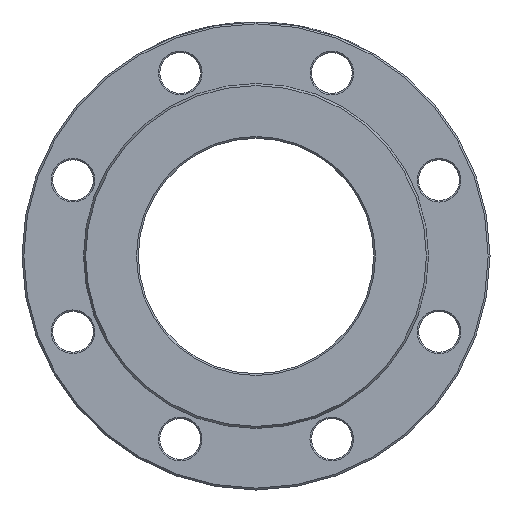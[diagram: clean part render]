
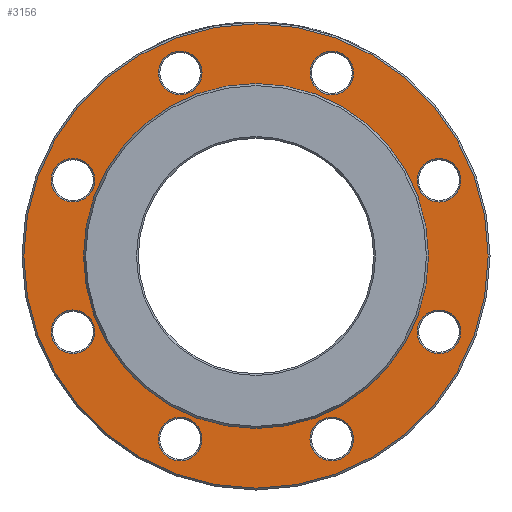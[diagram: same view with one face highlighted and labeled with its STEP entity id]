
A CAD part, left-side view. The second image highlights one B-rep face of the part: STEP entity #3156.
In plain terms, the highlighted planar face has unit normal (-1, 0, 0).
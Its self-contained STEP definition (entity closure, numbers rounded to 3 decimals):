
#43 = EDGE_LOOP ( 'NONE', ( #3245 ) ) ;
#74 = ORIENTED_EDGE ( 'NONE', *, *, #3767, .T. ) ;
#99 = CIRCLE ( 'NONE', #1688, 11.9 ) ;
#197 = EDGE_LOOP ( 'NONE', ( #1183 ) ) ;
#217 = CIRCLE ( 'NONE', #6445, 11.9 ) ;
#323 = VERTEX_POINT ( 'NONE', #4122 ) ;
#395 = CARTESIAN_POINT ( 'NONE',  ( 2., -53.211, -99.733 ) ) ;
#423 = EDGE_LOOP ( 'NONE', ( #4963 ) ) ;
#488 = EDGE_CURVE ( 'NONE', #6178, #6178, #4171, .T. ) ;
#771 = ORIENTED_EDGE ( 'NONE', *, *, #488, .T. ) ;
#984 = FACE_BOUND ( 'NONE', #6084, .T. ) ;
#1014 = ORIENTED_EDGE ( 'NONE', *, *, #2309, .T. ) ;
#1050 = DIRECTION ( 'NONE',  ( 0., 0.707, 0.707 ) ) ;
#1183 = ORIENTED_EDGE ( 'NONE', *, *, #4212, .T. ) ;
#1210 = DIRECTION ( 'NONE',  ( 1., 0., 0. ) ) ;
#1289 = DIRECTION ( 'NONE',  ( 0., 0., -1. ) ) ;
#1421 = DIRECTION ( 'NONE',  ( 1., 0., 0. ) ) ;
#1427 = VERTEX_POINT ( 'NONE', #6828 ) ;
#1499 = VERTEX_POINT ( 'NONE', #6363 ) ;
#1551 = EDGE_LOOP ( 'NONE', ( #5601 ) ) ;
#1575 = CIRCLE ( 'NONE', #6912, 126.5 ) ;
#1586 = EDGE_LOOP ( 'NONE', ( #74 ) ) ;
#1688 = AXIS2_PLACEMENT_3D ( 'NONE', #5334, #4257, #6427 ) ;
#1729 = ORIENTED_EDGE ( 'NONE', *, *, #3998, .T. ) ;
#1874 = EDGE_LOOP ( 'NONE', ( #771 ) ) ;
#1895 = CARTESIAN_POINT ( 'NONE',  ( 2., 0., 0. ) ) ;
#1918 = FACE_BOUND ( 'NONE', #43, .T. ) ;
#1960 = CARTESIAN_POINT ( 'NONE',  ( 2., 99.733, -41.311 ) ) ;
#2051 = DIRECTION ( 'NONE',  ( 0., -0.707, 0.707 ) ) ;
#2063 = CARTESIAN_POINT ( 'NONE',  ( 2., 53.211, 99.733 ) ) ;
#2161 = CIRCLE ( 'NONE', #4659, 11.9 ) ;
#2309 = EDGE_CURVE ( 'NONE', #3975, #3975, #217, .T. ) ;
#2366 = EDGE_LOOP ( 'NONE', ( #5151 ) ) ;
#2410 = DIRECTION ( 'NONE',  ( 0., 0.707, -0.707 ) ) ;
#2520 = DIRECTION ( 'NONE',  ( 0., 0., -1. ) ) ;
#2559 = VERTEX_POINT ( 'NONE', #2063 ) ;
#2585 = FACE_BOUND ( 'NONE', #1874, .T. ) ;
#2592 = VERTEX_POINT ( 'NONE', #3146 ) ;
#2616 = DIRECTION ( 'NONE',  ( 1., 0., 0. ) ) ;
#2632 = CARTESIAN_POINT ( 'NONE',  ( 2., 0., 0. ) ) ;
#2740 = DIRECTION ( 'NONE',  ( 0., 1., 0. ) ) ;
#3017 = VERTEX_POINT ( 'NONE', #395 ) ;
#3146 = CARTESIAN_POINT ( 'NONE',  ( 2., -108.147, -32.896 ) ) ;
#3156 = ADVANCED_FACE ( 'NONE', ( #4148, #5183, #2585, #4687, #1918, #984, #5254, #6853, #6887, #4117 ), #6281, .F. ) ;
#3245 = ORIENTED_EDGE ( 'NONE', *, *, #6651, .T. ) ;
#3256 = DIRECTION ( 'NONE',  ( -1., 0., 0. ) ) ;
#3368 = CARTESIAN_POINT ( 'NONE',  ( 2., 99.733, -53.211 ) ) ;
#3463 = DIRECTION ( 'NONE',  ( 1., 0., 0. ) ) ;
#3547 = VERTEX_POINT ( 'NONE', #5751 ) ;
#3767 = EDGE_CURVE ( 'NONE', #2559, #2559, #3849, .T. ) ;
#3833 = AXIS2_PLACEMENT_3D ( 'NONE', #4272, #5625, #5063 ) ;
#3848 = AXIS2_PLACEMENT_3D ( 'NONE', #5416, #2616, #2051 ) ;
#3849 = CIRCLE ( 'NONE', #6908, 11.9 ) ;
#3902 = DIRECTION ( 'NONE',  ( 1., 0., 0. ) ) ;
#3919 = EDGE_LOOP ( 'NONE', ( #1014 ) ) ;
#3966 = CIRCLE ( 'NONE', #4425, 11.9 ) ;
#3975 = VERTEX_POINT ( 'NONE', #3368 ) ;
#3998 = EDGE_CURVE ( 'NONE', #3547, #3547, #3966, .T. ) ;
#4054 = DIRECTION ( 'NONE',  ( 0., 0., 1. ) ) ;
#4117 = FACE_BOUND ( 'NONE', #423, .T. ) ;
#4122 = CARTESIAN_POINT ( 'NONE',  ( 2., 32.896, -108.147 ) ) ;
#4148 = FACE_BOUND ( 'NONE', #4462, .T. ) ;
#4171 = CIRCLE ( 'NONE', #5976, 11.9 ) ;
#4212 = EDGE_CURVE ( 'NONE', #323, #323, #6243, .T. ) ;
#4257 = DIRECTION ( 'NONE',  ( 1., 0., 0. ) ) ;
#4272 = CARTESIAN_POINT ( 'NONE',  ( 2., 41.311, -99.733 ) ) ;
#4364 = CARTESIAN_POINT ( 'NONE',  ( 2., 41.311, 99.733 ) ) ;
#4425 = AXIS2_PLACEMENT_3D ( 'NONE', #5668, #3463, #2410 ) ;
#4462 = EDGE_LOOP ( 'NONE', ( #1729 ) ) ;
#4628 = DIRECTION ( 'NONE',  ( -1., 0., 0. ) ) ;
#4659 = AXIS2_PLACEMENT_3D ( 'NONE', #5011, #3902, #6612 ) ;
#4687 = FACE_BOUND ( 'NONE', #1551, .T. ) ;
#4754 = CARTESIAN_POINT ( 'NONE',  ( 2., 94.005, 0. ) ) ;
#4760 = VERTEX_POINT ( 'NONE', #5190 ) ;
#4787 = ORIENTED_EDGE ( 'NONE', *, *, #5345, .T. ) ;
#4963 = ORIENTED_EDGE ( 'NONE', *, *, #5215, .F. ) ;
#5011 = CARTESIAN_POINT ( 'NONE',  ( 2., -99.733, 41.311 ) ) ;
#5063 = DIRECTION ( 'NONE',  ( 0., -0.707, -0.707 ) ) ;
#5151 = ORIENTED_EDGE ( 'NONE', *, *, #5310, .T. ) ;
#5183 = FACE_BOUND ( 'NONE', #1586, .T. ) ;
#5190 = CARTESIAN_POINT ( 'NONE',  ( 2., 0., 94.005 ) ) ;
#5215 = EDGE_CURVE ( 'NONE', #4760, #4760, #6564, .T. ) ;
#5254 = FACE_BOUND ( 'NONE', #197, .T. ) ;
#5310 = EDGE_CURVE ( 'NONE', #1499, #1499, #1575, .T. ) ;
#5317 = AXIS2_PLACEMENT_3D ( 'NONE', #1895, #4628, #4054 ) ;
#5334 = CARTESIAN_POINT ( 'NONE',  ( 2., -41.311, -99.733 ) ) ;
#5345 = EDGE_CURVE ( 'NONE', #3017, #3017, #99, .T. ) ;
#5346 = DIRECTION ( 'NONE',  ( 1., 0., 0. ) ) ;
#5416 = CARTESIAN_POINT ( 'NONE',  ( 2., -99.733, -41.311 ) ) ;
#5433 = DIRECTION ( 'NONE',  ( 0., 0., -1. ) ) ;
#5601 = ORIENTED_EDGE ( 'NONE', *, *, #6993, .T. ) ;
#5625 = DIRECTION ( 'NONE',  ( 1., 0., 0. ) ) ;
#5668 = CARTESIAN_POINT ( 'NONE',  ( 2., 99.733, 41.311 ) ) ;
#5751 = CARTESIAN_POINT ( 'NONE',  ( 2., 108.147, 32.896 ) ) ;
#5976 = AXIS2_PLACEMENT_3D ( 'NONE', #6482, #5346, #1050 ) ;
#6084 = EDGE_LOOP ( 'NONE', ( #4787 ) ) ;
#6178 = VERTEX_POINT ( 'NONE', #6211 ) ;
#6211 = CARTESIAN_POINT ( 'NONE',  ( 2., -32.896, 108.147 ) ) ;
#6243 = CIRCLE ( 'NONE', #3833, 11.9 ) ;
#6281 = PLANE ( 'NONE',  #6581 ) ;
#6363 = CARTESIAN_POINT ( 'NONE',  ( 2., 0., -126.5 ) ) ;
#6427 = DIRECTION ( 'NONE',  ( 0., -1., 0. ) ) ;
#6445 = AXIS2_PLACEMENT_3D ( 'NONE', #1960, #6830, #1289 ) ;
#6463 = CIRCLE ( 'NONE', #3848, 11.9 ) ;
#6482 = CARTESIAN_POINT ( 'NONE',  ( 2., -41.311, 99.733 ) ) ;
#6564 = CIRCLE ( 'NONE', #5317, 94.005 ) ;
#6581 = AXIS2_PLACEMENT_3D ( 'NONE', #4754, #1421, #2520 ) ;
#6612 = DIRECTION ( 'NONE',  ( 0., 0., 1. ) ) ;
#6651 = EDGE_CURVE ( 'NONE', #2592, #2592, #6463, .T. ) ;
#6828 = CARTESIAN_POINT ( 'NONE',  ( 2., -99.733, 53.211 ) ) ;
#6830 = DIRECTION ( 'NONE',  ( 1., 0., 0. ) ) ;
#6853 = FACE_BOUND ( 'NONE', #3919, .T. ) ;
#6887 = FACE_OUTER_BOUND ( 'NONE', #2366, .T. ) ;
#6908 = AXIS2_PLACEMENT_3D ( 'NONE', #4364, #1210, #2740 ) ;
#6912 = AXIS2_PLACEMENT_3D ( 'NONE', #2632, #3256, #5433 ) ;
#6993 = EDGE_CURVE ( 'NONE', #1427, #1427, #2161, .T. ) ;
